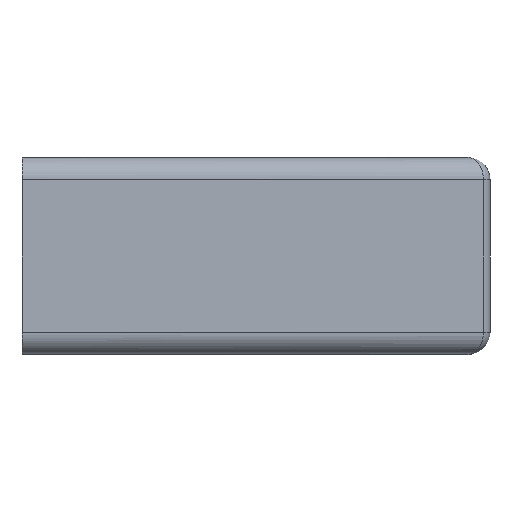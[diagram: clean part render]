
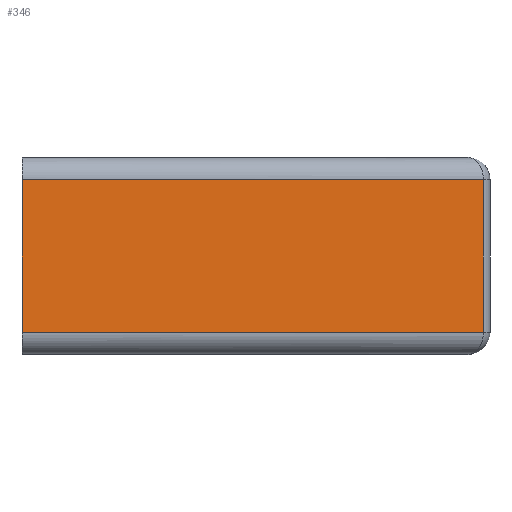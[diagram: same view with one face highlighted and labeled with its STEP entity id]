
A CAD part, left-side view. The second image highlights one B-rep face of the part: STEP entity #346.
In plain terms, the highlighted planar face has unit normal (-0.707, -0.707, 0).
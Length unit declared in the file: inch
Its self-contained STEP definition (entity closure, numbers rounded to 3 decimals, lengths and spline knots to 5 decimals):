
#18 = DIRECTION ( 'NONE',  ( -0.707, 0.707, 0. ) ) ;
#50 = DIRECTION ( 'NONE',  ( 0.707, 0.707, 0. ) ) ;
#84 = CARTESIAN_POINT ( 'NONE',  ( -0.0495, -1.80312, 0.01 ) ) ;
#96 = VERTEX_POINT ( 'NONE', #479 ) ;
#120 = VERTEX_POINT ( 'NONE', #429 ) ;
#127 = CARTESIAN_POINT ( 'NONE',  ( -1.81019, -0.04243, 0.01 ) ) ;
#131 = EDGE_CURVE ( 'NONE', #549, #120, #433, .T. ) ;
#140 = DIRECTION ( 'NONE',  ( -0.707, 0.707, 0. ) ) ;
#169 = ORIENTED_EDGE ( 'NONE', *, *, #609, .T. ) ;
#170 = EDGE_CURVE ( 'NONE', #120, #96, #298, .T. ) ;
#171 = DIRECTION ( 'NONE',  ( 0.707, -0.707, 0. ) ) ;
#185 = CARTESIAN_POINT ( 'NONE',  ( -0.0495, -1.80312, 0.5 ) ) ;
#203 = CARTESIAN_POINT ( 'NONE',  ( -1.81019, -0.04243, 0.49 ) ) ;
#298 = LINE ( 'NONE', #203, #606 ) ;
#319 = VECTOR ( 'NONE', #488, 39.37008 ) ;
#328 = CARTESIAN_POINT ( 'NONE',  ( -1.49907, -0.35355, 0.5 ) ) ;
#346 = ADVANCED_FACE ( 'NONE', ( #597 ), #542, .F. ) ;
#377 = VECTOR ( 'NONE', #535, 39.37008 ) ;
#408 = EDGE_LOOP ( 'NONE', ( #472, #169, #531, #485 ) ) ;
#429 = CARTESIAN_POINT ( 'NONE',  ( -0.0495, -1.80312, 0.49 ) ) ;
#433 = LINE ( 'NONE', #185, #319 ) ;
#438 = AXIS2_PLACEMENT_3D ( 'NONE', #443, #50, #140 ) ;
#443 = CARTESIAN_POINT ( 'NONE',  ( -1.81019, -0.04243, 0.5 ) ) ;
#449 = VERTEX_POINT ( 'NONE', #463 ) ;
#463 = CARTESIAN_POINT ( 'NONE',  ( -1.49907, -0.35355, 0.01 ) ) ;
#472 = ORIENTED_EDGE ( 'NONE', *, *, #546, .F. ) ;
#479 = CARTESIAN_POINT ( 'NONE',  ( -1.49907, -0.35355, 0.49 ) ) ;
#485 = ORIENTED_EDGE ( 'NONE', *, *, #170, .T. ) ;
#488 = DIRECTION ( 'NONE',  ( 0., 0., 1. ) ) ;
#531 = ORIENTED_EDGE ( 'NONE', *, *, #131, .T. ) ;
#535 = DIRECTION ( 'NONE',  ( 0., 0., 1. ) ) ;
#542 = PLANE ( 'NONE',  #438 ) ;
#546 = EDGE_CURVE ( 'NONE', #449, #96, #582, .T. ) ;
#549 = VERTEX_POINT ( 'NONE', #84 ) ;
#582 = LINE ( 'NONE', #328, #377 ) ;
#597 = FACE_OUTER_BOUND ( 'NONE', #408, .T. ) ;
#606 = VECTOR ( 'NONE', #18, 39.37008 ) ;
#609 = EDGE_CURVE ( 'NONE', #449, #549, #636, .T. ) ;
#621 = VECTOR ( 'NONE', #171, 39.37008 ) ;
#636 = LINE ( 'NONE', #127, #621 ) ;
